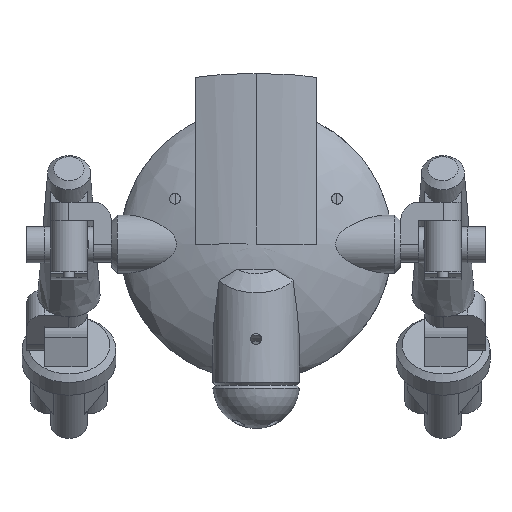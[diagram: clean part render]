
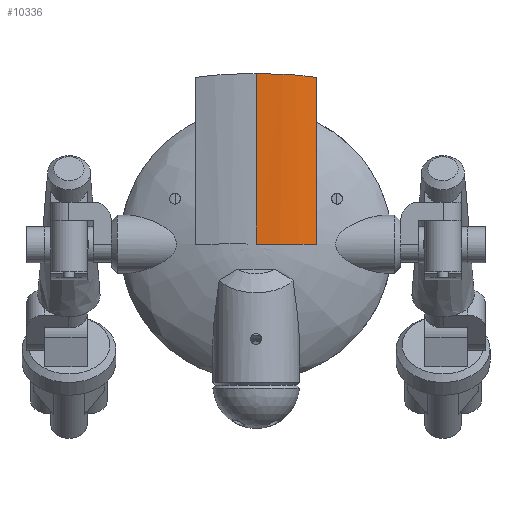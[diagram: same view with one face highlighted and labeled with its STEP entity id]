
A CAD part, top view. The second image highlights one B-rep face of the part: STEP entity #10336.
In plain terms, the highlighted free-form (B-spline) face has degree [5, 1] with [15, 2] control points.
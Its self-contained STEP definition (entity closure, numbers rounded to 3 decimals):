
#211=(
BOUNDED_CURVE()
B_SPLINE_CURVE(5,(#16234,#16235,#16236,#16237,#16238,#16239,#16240,#16241,
#16242),.UNSPECIFIED.,.F.,.F.)
B_SPLINE_CURVE_WITH_KNOTS((6,1,1,1,6),(0.618,0.7,0.8,0.9,1.),
 .UNSPECIFIED.)
CURVE()
GEOMETRIC_REPRESENTATION_ITEM()
RATIONAL_B_SPLINE_CURVE((1.,1.,1.,1.,1.,1.,1.,1.,1.))
REPRESENTATION_ITEM('')
);
#244=(
BOUNDED_SURFACE()
B_SPLINE_SURFACE(5,1,((#16505,#16506),(#16507,#16508),(#16509,#16510),(#16511,
#16512),(#16513,#16514),(#16515,#16516),(#16517,#16518),(#16519,#16520),
(#16521,#16522),(#16523,#16524),(#16525,#16526),(#16527,#16528),(#16529,
#16530),(#16531,#16532),(#16533,#16534)),.UNSPECIFIED.,.F.,.F.,.F.)
B_SPLINE_SURFACE_WITH_KNOTS((6,1,1,1,1,1,1,1,1,1,6),(2,2),(-1.,-0.9,-0.8,
-0.7,-0.6,-0.5,-0.4,-0.3,-0.2,-0.1,-0.062),(0.,3.16),
 .UNSPECIFIED.)
GEOMETRIC_REPRESENTATION_ITEM()
RATIONAL_B_SPLINE_SURFACE(((1.,1.),(1.,1.),(1.,1.),(1.,1.),(1.,1.),(1.,
1.),(1.,1.),(1.,1.),(1.,1.),(1.,1.),(1.,1.),(1.,1.),(1.,1.),(1.,1.),(1.,
1.)))
REPRESENTATION_ITEM('')
SURFACE()
);
#793=B_SPLINE_CURVE_WITH_KNOTS('',3,(#16536,#16537,#16538,#16539,#16540,
#16541),.UNSPECIFIED.,.F.,.F.,(4,2,4),(-6.382,-2.388,
-1.595),.UNSPECIFIED.);
#1167=FACE_OUTER_BOUND('',#1837,.T.);
#1837=EDGE_LOOP('',(#7329,#7330,#7331,#7332));
#2660=LINE('',#16504,#3390);
#2661=LINE('',#16542,#3391);
#3390=VECTOR('',#12423,10.);
#3391=VECTOR('',#12424,10.);
#4698=VERTEX_POINT('',#16214);
#4699=VERTEX_POINT('',#16233);
#4710=VERTEX_POINT('',#16502);
#4711=VERTEX_POINT('',#16535);
#5703=EDGE_CURVE('',#4698,#4699,#211,.T.);
#5729=EDGE_CURVE('',#4698,#4710,#2660,.T.);
#5730=EDGE_CURVE('',#4711,#4710,#793,.T.);
#5731=EDGE_CURVE('',#4699,#4711,#2661,.T.);
#7329=ORIENTED_EDGE('',*,*,#5703,.F.);
#7330=ORIENTED_EDGE('',*,*,#5729,.T.);
#7331=ORIENTED_EDGE('',*,*,#5730,.F.);
#7332=ORIENTED_EDGE('',*,*,#5731,.F.);
#10336=ADVANCED_FACE('',(#1167),#244,.T.);
#12423=DIRECTION('',(0.,1.,0.));
#12424=DIRECTION('',(0.,1.,0.));
#16214=CARTESIAN_POINT('',(10.,0.,34.698));
#16233=CARTESIAN_POINT('',(0.,0.,36.));
#16234=CARTESIAN_POINT('Ctrl Pts',(10.,0.,
34.698));
#16235=CARTESIAN_POINT('Ctrl Pts',(9.619,0.,
34.813));
#16236=CARTESIAN_POINT('Ctrl Pts',(8.784,0.,
35.054));
#16237=CARTESIAN_POINT('Ctrl Pts',(7.516,0.,
35.376));
#16238=CARTESIAN_POINT('Ctrl Pts',(5.776,0.,
35.707));
#16239=CARTESIAN_POINT('Ctrl Pts',(3.811,0.,
35.905));
#16240=CARTESIAN_POINT('Ctrl Pts',(2.017,0.,
35.983));
#16241=CARTESIAN_POINT('Ctrl Pts',(0.694,0.,
36.));
#16242=CARTESIAN_POINT('Ctrl Pts',(0.,0.,36.));
#16502=CARTESIAN_POINT('',(10.,27.631,34.698));
#16504=CARTESIAN_POINT('',(10.,0.,34.698));
#16505=CARTESIAN_POINT('Ctrl Pts',(0.,0.,36.));
#16506=CARTESIAN_POINT('Ctrl Pts',(0.,31.596,
36.));
#16507=CARTESIAN_POINT('Ctrl Pts',(0.694,0.,
36.));
#16508=CARTESIAN_POINT('Ctrl Pts',(0.694,31.596,36.));
#16509=CARTESIAN_POINT('Ctrl Pts',(2.017,0.,
35.983));
#16510=CARTESIAN_POINT('Ctrl Pts',(2.017,31.596,35.983));
#16511=CARTESIAN_POINT('Ctrl Pts',(3.811,0.,
35.905));
#16512=CARTESIAN_POINT('Ctrl Pts',(3.811,31.596,35.905));
#16513=CARTESIAN_POINT('Ctrl Pts',(5.868,0.,35.698));
#16514=CARTESIAN_POINT('Ctrl Pts',(5.868,31.596,35.698));
#16515=CARTESIAN_POINT('Ctrl Pts',(8.132,0.,35.256));
#16516=CARTESIAN_POINT('Ctrl Pts',(8.132,31.596,35.256));
#16517=CARTESIAN_POINT('Ctrl Pts',(10.372,0.,
34.62));
#16518=CARTESIAN_POINT('Ctrl Pts',(10.372,31.596,34.62));
#16519=CARTESIAN_POINT('Ctrl Pts',(12.809,0.,33.776));
#16520=CARTESIAN_POINT('Ctrl Pts',(12.809,31.596,33.776));
#16521=CARTESIAN_POINT('Ctrl Pts',(15.515,0.,
32.715));
#16522=CARTESIAN_POINT('Ctrl Pts',(15.515,31.596,32.715));
#16523=CARTESIAN_POINT('Ctrl Pts',(18.287,0.,31.441));
#16524=CARTESIAN_POINT('Ctrl Pts',(18.287,31.596,31.441));
#16525=CARTESIAN_POINT('Ctrl Pts',(20.443,0.,30.149));
#16526=CARTESIAN_POINT('Ctrl Pts',(20.443,31.596,30.149));
#16527=CARTESIAN_POINT('Ctrl Pts',(21.688,0.,
29.043));
#16528=CARTESIAN_POINT('Ctrl Pts',(21.688,31.596,29.043));
#16529=CARTESIAN_POINT('Ctrl Pts',(22.276,0.,28.213));
#16530=CARTESIAN_POINT('Ctrl Pts',(22.276,31.596,28.213));
#16531=CARTESIAN_POINT('Ctrl Pts',(22.51,0.,27.714));
#16532=CARTESIAN_POINT('Ctrl Pts',(22.51,31.596,27.714));
#16533=CARTESIAN_POINT('Ctrl Pts',(22.566,0.,27.577));
#16534=CARTESIAN_POINT('Ctrl Pts',(22.566,31.596,27.577));
#16535=CARTESIAN_POINT('',(0.,28.238,36.));
#16536=CARTESIAN_POINT('Ctrl Pts',(0.,28.238,
36.));
#16537=CARTESIAN_POINT('Ctrl Pts',(3.32,28.238,36.));
#16538=CARTESIAN_POINT('Ctrl Pts',(5.482,28.128,35.764));
#16539=CARTESIAN_POINT('Ctrl Pts',(7.708,27.915,35.306));
#16540=CARTESIAN_POINT('Ctrl Pts',(8.613,27.827,35.118));
#16541=CARTESIAN_POINT('Ctrl Pts',(10.,27.631,34.698));
#16542=CARTESIAN_POINT('',(0.,0.,36.));
